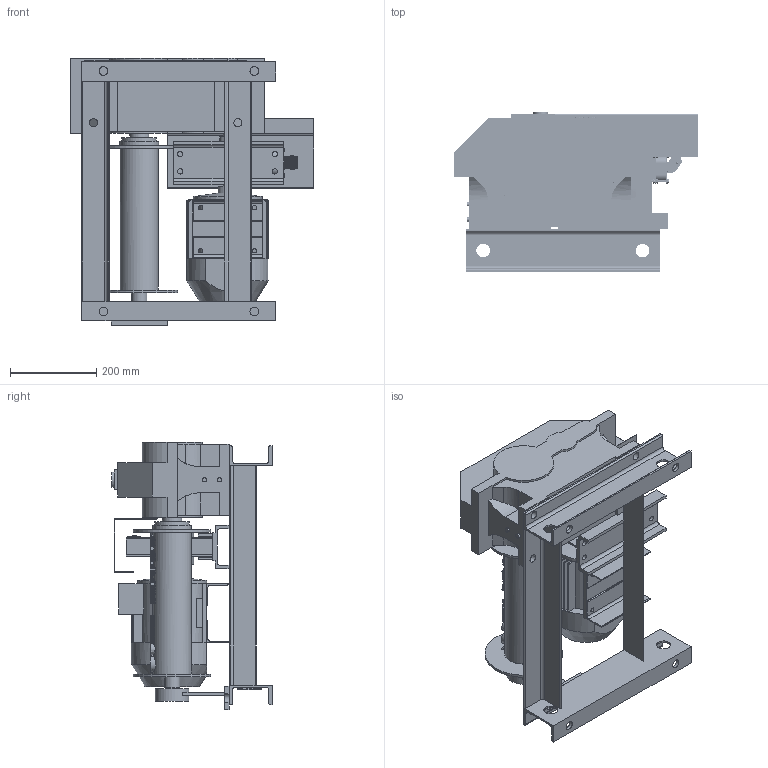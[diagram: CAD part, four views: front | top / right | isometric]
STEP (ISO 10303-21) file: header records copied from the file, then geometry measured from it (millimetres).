
FILE_DESCRIPTION(('STEP AP203'), '1');
FILE_NAME('栖闉罻', '', ('UNSPECIFIED'), ('UNSPECIFIED'), 'ASCON STEP Converter 1.6', 'ASCON Math Kernel', '');
FILE_SCHEMA(('CONFIG_CONTROL_DESIGN'));
Length unit declared in the file: millimetre
Products named in the file (1): 皊-16 00.00.000
Bounding box: 565 x 372 x 621.5 mm (x, y, z)
Volume: 22906927.1 mm3; surface area: 2380952.7 mm2
Topology: 31 solids, 31 shells, 6746 faces, 19227 edges, 12736 vertices
Faces by surface type: cylinder 3234, plane 1891, extrusion 1034, bspline 434, torus 65, cone 57, sphere 31
Full cylindrical faces by diameter (mm): 1.179 x2, 1.415 x1, 4.717 x24, 4.917 x3, 5.189 x8, 6 x1, 6.2 x3, 6.5 x3, 7.075 x8, 7.547 x8, 8 x10, 8.019 x2, 8.4 x1, 10 x6, 10.377 x4, 11.321 x6, 11.6 x1, 12 x5, 12.264 x4, 13.208 x1, 14 x15, 14.151 x1, 15 x2, 16 x2, 16.509 x1, 19 x16, 20 x8, 21.226 x2, 22 x1, 25 x1
Entity records: 329267 total; most frequent: CARTESIAN_POINT 105014, ORIENTED_EDGE 37720, DIRECTION 31841, EDGE_CURVE 18860, VERTEX_POINT 12673, AXIS2_PLACEMENT_3D 10708, VECTOR 10425, LINE 9391
